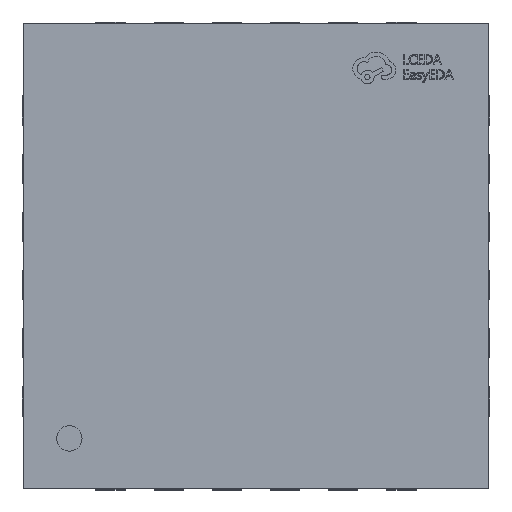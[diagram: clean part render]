
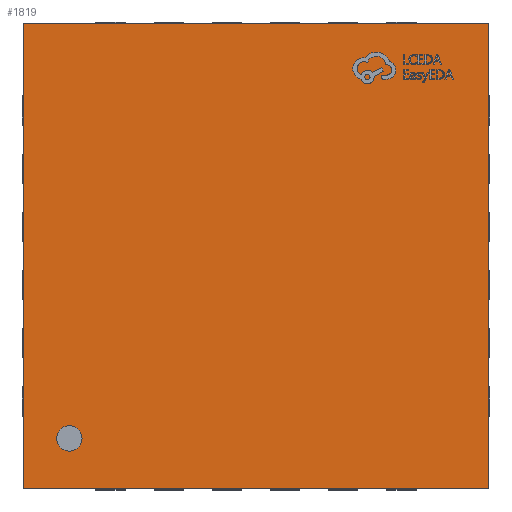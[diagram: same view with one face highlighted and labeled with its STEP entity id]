
A CAD part, top view. The second image highlights one B-rep face of the part: STEP entity #1819.
In plain terms, the highlighted planar face has unit normal (0, 0, 1).
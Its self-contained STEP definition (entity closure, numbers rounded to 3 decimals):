
#407 = DIRECTION ( 'NONE',  ( 0., -1., 0. ) ) ;
#473 = DIRECTION ( 'NONE',  ( 0., 0., 1. ) ) ;
#980 = EDGE_CURVE ( 'NONE', #21553, #9325, #12153, .T. ) ;
#1256 = VERTEX_POINT ( 'NONE', #8089 ) ;
#1342 = EDGE_CURVE ( 'NONE', #17222, #11167, #6553, .T. ) ;
#1819 = ADVANCED_FACE ( 'NONE', ( #6608, #2205 ), #6472, .F. ) ;
#2205 = FACE_OUTER_BOUND ( 'NONE', #16212, .T. ) ;
#2608 = ORIENTED_EDGE ( 'NONE', *, *, #980, .F. ) ;
#2922 = AXIS2_PLACEMENT_3D ( 'NONE', #10251, #14817, #16787 ) ;
#2968 = DIRECTION ( 'NONE',  ( 1., 0., 0. ) ) ;
#3748 = AXIS2_PLACEMENT_3D ( 'NONE', #13514, #473, #26909 ) ;
#4189 = ORIENTED_EDGE ( 'NONE', *, *, #21785, .F. ) ;
#5218 = LINE ( 'NONE', #9782, #21808 ) ;
#5398 = ORIENTED_EDGE ( 'NONE', *, *, #1342, .F. ) ;
#5483 = DIRECTION ( 'NONE',  ( 0., -1., 0. ) ) ;
#5547 = VECTOR ( 'NONE', #2968, 1000. ) ;
#5991 = EDGE_CURVE ( 'NONE', #21553, #20500, #5218, .T. ) ;
#6472 = PLANE ( 'NONE',  #9787 ) ;
#6553 = CIRCLE ( 'NONE', #2922, 0.109 ) ;
#6608 = FACE_BOUND ( 'NONE', #7073, .T. ) ;
#7073 = EDGE_LOOP ( 'NONE', ( #5398, #12735 ) ) ;
#8089 = CARTESIAN_POINT ( 'NONE',  ( 2., -2., 0.55 ) ) ;
#8279 = CIRCLE ( 'NONE', #3748, 0.109 ) ;
#8589 = DIRECTION ( 'NONE',  ( 0., 0., -1. ) ) ;
#9325 = VERTEX_POINT ( 'NONE', #16776 ) ;
#9782 = CARTESIAN_POINT ( 'NONE',  ( -2., 2., 0.55 ) ) ;
#9787 = AXIS2_PLACEMENT_3D ( 'NONE', #17565, #8589, #15303 ) ;
#10251 = CARTESIAN_POINT ( 'NONE',  ( -1.603, -1.568, 0.55 ) ) ;
#11167 = VERTEX_POINT ( 'NONE', #13194 ) ;
#11197 = LINE ( 'NONE', #19851, #14603 ) ;
#11378 = VECTOR ( 'NONE', #23296, 1000. ) ;
#11504 = LINE ( 'NONE', #20171, #5547 ) ;
#12153 = LINE ( 'NONE', #27844, #11378 ) ;
#12735 = ORIENTED_EDGE ( 'NONE', *, *, #17155, .F. ) ;
#13194 = CARTESIAN_POINT ( 'NONE',  ( -1.494, -1.568, 0.55 ) ) ;
#13514 = CARTESIAN_POINT ( 'NONE',  ( -1.603, -1.568, 0.55 ) ) ;
#13935 = CARTESIAN_POINT ( 'NONE',  ( -1.713, -1.568, 0.55 ) ) ;
#14603 = VECTOR ( 'NONE', #407, 1000. ) ;
#14817 = DIRECTION ( 'NONE',  ( 0., 0., 1. ) ) ;
#15303 = DIRECTION ( 'NONE',  ( -1., 0., 0. ) ) ;
#15886 = CARTESIAN_POINT ( 'NONE',  ( -2., -2., 0.55 ) ) ;
#16212 = EDGE_LOOP ( 'NONE', ( #2608, #19777, #19410, #4189 ) ) ;
#16776 = CARTESIAN_POINT ( 'NONE',  ( 2., 2., 0.55 ) ) ;
#16787 = DIRECTION ( 'NONE',  ( -1., 0., 0. ) ) ;
#17155 = EDGE_CURVE ( 'NONE', #11167, #17222, #8279, .T. ) ;
#17222 = VERTEX_POINT ( 'NONE', #13935 ) ;
#17565 = CARTESIAN_POINT ( 'NONE',  ( 0., 0., 0.55 ) ) ;
#19410 = ORIENTED_EDGE ( 'NONE', *, *, #21493, .T. ) ;
#19777 = ORIENTED_EDGE ( 'NONE', *, *, #5991, .T. ) ;
#19851 = CARTESIAN_POINT ( 'NONE',  ( 2., 2., 0.55 ) ) ;
#20171 = CARTESIAN_POINT ( 'NONE',  ( -2., -2., 0.55 ) ) ;
#20500 = VERTEX_POINT ( 'NONE', #15886 ) ;
#21493 = EDGE_CURVE ( 'NONE', #20500, #1256, #11504, .T. ) ;
#21553 = VERTEX_POINT ( 'NONE', #27289 ) ;
#21785 = EDGE_CURVE ( 'NONE', #9325, #1256, #11197, .T. ) ;
#21808 = VECTOR ( 'NONE', #5483, 1000. ) ;
#23296 = DIRECTION ( 'NONE',  ( 1., 0., 0. ) ) ;
#26909 = DIRECTION ( 'NONE',  ( -1., 0., 0. ) ) ;
#27289 = CARTESIAN_POINT ( 'NONE',  ( -2., 2., 0.55 ) ) ;
#27844 = CARTESIAN_POINT ( 'NONE',  ( -2., 2., 0.55 ) ) ;
